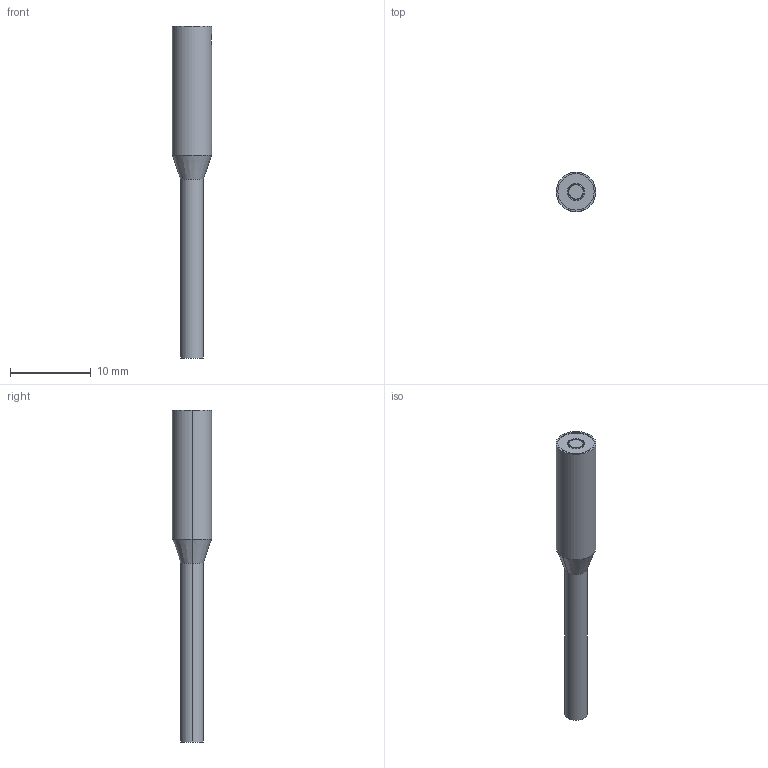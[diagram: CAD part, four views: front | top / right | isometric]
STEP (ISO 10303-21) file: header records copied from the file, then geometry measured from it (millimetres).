
FILE_DESCRIPTION (( 'STEP AP203' ), '1' );
FILE_NAME ('MR-L10X.STEP', '2018-08-08T08:59:22', ( 'XiaZaiMa.COM' ), ( 'Win10NeT.COM' ), 'SwSTEP 2.0', 'SolidWorks 2016', '' );
FILE_SCHEMA (( 'CONFIG_CONTROL_DESIGN' ));
Length unit declared in the file: millimetre
Products named in the file (1): MR-L10X
Bounding box: 4.9 x 4.9 x 41.1 mm (x, y, z)
Volume: 470.6 mm3; surface area: 507.4 mm2
Topology: 1 solids, 1 shells, 24 faces, 51 edges, 33 vertices
Faces by surface type: cylinder 11, plane 9, cone 2, torus 2
Entity records: 847 total; most frequent: CARTESIAN_POINT 235, DIRECTION 120, ORIENTED_EDGE 102, EDGE_CURVE 51, AXIS2_PLACEMENT_3D 50, VERTEX_POINT 33, EDGE_LOOP 28, CIRCLE 25
